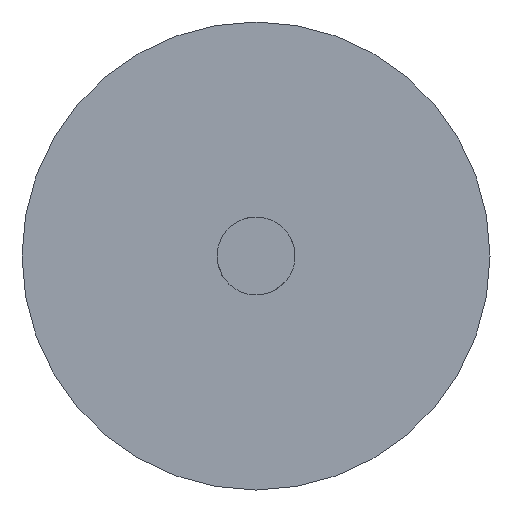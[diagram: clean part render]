
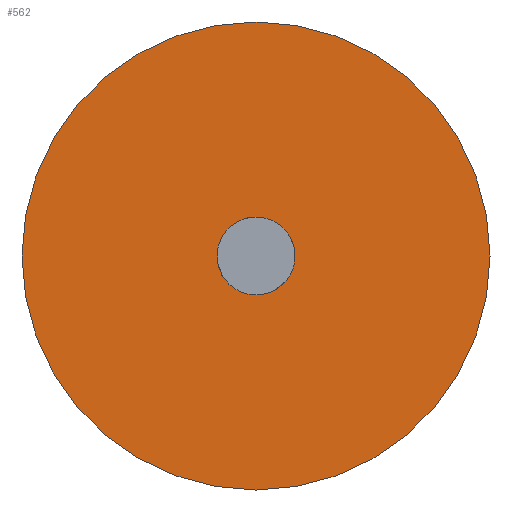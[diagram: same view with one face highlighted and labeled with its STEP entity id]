
A CAD part, front view. The second image highlights one B-rep face of the part: STEP entity #562.
In plain terms, the highlighted planar face has unit normal (0, -1, 0).
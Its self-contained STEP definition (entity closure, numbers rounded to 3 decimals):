
#27=B_SPLINE_CURVE_WITH_KNOTS('',3,(#870,#871,#872,#873,#874,#875,#876,
#877,#878,#879,#880,#881,#882,#883,#884,#885,#886),.UNSPECIFIED.,.T.,.F.,
(4,1,1,1,1,1,1,1,1,1,1,1,1,1,4),(0.,0.071,0.143,
0.214,0.286,0.357,0.429,
0.5,0.571,0.619,0.714,0.786,
0.857,0.929,1.),.UNSPECIFIED.);
#52=FACE_BOUND('',#161,.T.);
#125=FACE_OUTER_BOUND('',#160,.T.);
#160=EDGE_LOOP('',(#374));
#161=EDGE_LOOP('',(#375));
#202=CIRCLE('',#615,30.);
#240=VERTEX_POINT('',#865);
#241=VERTEX_POINT('',#869);
#293=EDGE_CURVE('',#240,#240,#202,.T.);
#294=EDGE_CURVE('',#241,#241,#27,.T.);
#374=ORIENTED_EDGE('',*,*,#293,.F.);
#375=ORIENTED_EDGE('',*,*,#294,.T.);
#518=PLANE('',#616);
#562=ADVANCED_FACE('',(#125,#52),#518,.F.);
#615=AXIS2_PLACEMENT_3D('',#867,#696,#697);
#616=AXIS2_PLACEMENT_3D('',#868,#698,#699);
#696=DIRECTION('center_axis',(0.,1.,0.));
#697=DIRECTION('ref_axis',(1.,0.,0.));
#698=DIRECTION('center_axis',(0.,1.,0.));
#699=DIRECTION('ref_axis',(0.,0.,1.));
#865=CARTESIAN_POINT('',(30.,10.,0.));
#867=CARTESIAN_POINT('Origin',(0.,10.,0.));
#868=CARTESIAN_POINT('Origin',(0.,10.,0.));
#869=CARTESIAN_POINT('',(-4.901,10.,-0.992));
#870=CARTESIAN_POINT('Ctrl Pts',(-4.901,10.,-0.992));
#871=CARTESIAN_POINT('Ctrl Pts',(-5.049,10.,-0.259));
#872=CARTESIAN_POINT('Ctrl Pts',(-5.011,10.,1.274));
#873=CARTESIAN_POINT('Ctrl Pts',(-3.962,10.,3.323));
#874=CARTESIAN_POINT('Ctrl Pts',(-2.128,10.,4.712));
#875=CARTESIAN_POINT('Ctrl Pts',(0.127,10.,5.17));
#876=CARTESIAN_POINT('Ctrl Pts',(2.357,10.,4.601));
#877=CARTESIAN_POINT('Ctrl Pts',(4.121,10.,3.124));
#878=CARTESIAN_POINT('Ctrl Pts',(5.069,10.,1.026));
#879=CARTESIAN_POINT('Ctrl Pts',(5.017,10.,-1.018));
#880=CARTESIAN_POINT('Ctrl Pts',(4.137,10.,-3.112));
#881=CARTESIAN_POINT('Ctrl Pts',(2.382,10.,-4.665));
#882=CARTESIAN_POINT('Ctrl Pts',(-0.128,10.,-5.168));
#883=CARTESIAN_POINT('Ctrl Pts',(-2.357,10.,-4.603));
#884=CARTESIAN_POINT('Ctrl Pts',(-4.121,10.,-3.123));
#885=CARTESIAN_POINT('Ctrl Pts',(-4.752,10.,-1.725));
#886=CARTESIAN_POINT('Ctrl Pts',(-4.901,10.,-0.992));
